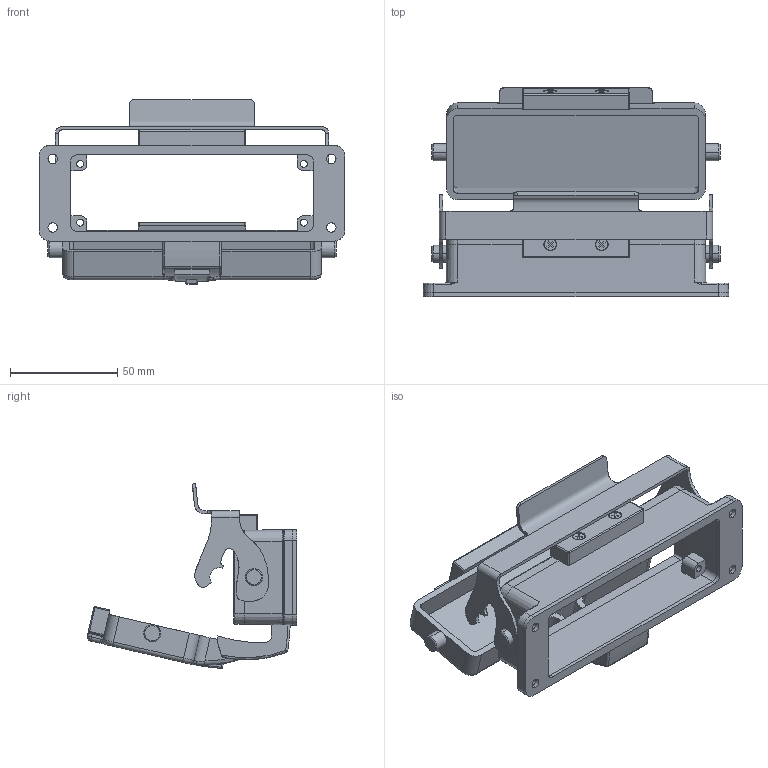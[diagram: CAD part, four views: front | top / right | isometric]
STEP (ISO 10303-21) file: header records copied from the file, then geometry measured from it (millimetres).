
FILE_DESCRIPTION (( 'STEP AP214' ), '1' );
FILE_NAME ('ZP-MC24B-2-SBHCA.step', '2015-08-12T18:13:59', ( '' ), ( '' ), 'SwSTEP 2.0', 'SolidWorks 2014', '' );
FILE_SCHEMA (( 'AUTOMOTIVE_DESIGN' ));
Length unit declared in the file: millimetre
Products named in the file (1): ZP-MC24B-2-SBHCA
Bounding box: 142.5 x 97.77 x 86.24 mm (x, y, z)
Volume: 96477.2 mm3; surface area: 59056.8 mm2
Topology: 3 solids, 3 shells, 428 faces, 1070 edges, 655 vertices
Faces by surface type: plane 191, cylinder 143, cone 32, torus 28, bspline 17, sphere 17
Entity records: 15832 total; most frequent: CARTESIAN_POINT 3310, DIRECTION 2154, ORIENTED_EDGE 2112, EDGE_CURVE 1056, AXIS2_PLACEMENT_3D 767, VERTEX_POINT 651, VECTOR 620, LINE 620
